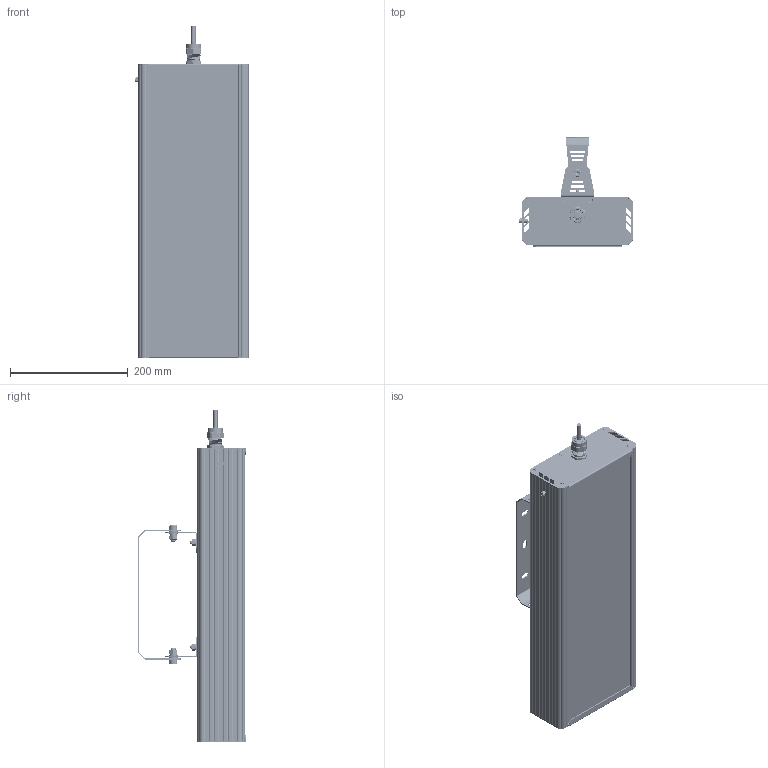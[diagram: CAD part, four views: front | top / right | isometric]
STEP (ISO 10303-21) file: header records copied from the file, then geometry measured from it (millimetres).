
FILE_DESCRIPTION(('STEP AP214'), '1');
FILE_NAME('001.0096.26.000 - ÃÑÏ-Ýêñòðà-Îïòèê-2Åõ-90', '', ('UNSPECIFIED'), ('UNSPECIFIED'), 'C3D Converter', 'C3D Toolkit', '');
FILE_SCHEMA(('AUTOMOTIVE_DESIGN { 1 0 10303 214 3 1 1}'));
Length unit declared in the file: millimetre
Products named in the file (44): 001.0096.26.000; #3066; #3125; #3184; #3243; #3328; #3387; #3446; #3505
Assembly tree (76 placements, depth 4):
  001.0096.26.000
    (unnamed)
      (unnamed)
      (unnamed)
      (unnamed)
      (unnamed)
      (unnamed)
      (unnamed)
      (unnamed)
      (unnamed)  x6
      (unnamed)  x6
      (unnamed)
      (unnamed)
      (unnamed)  x10
        (unnamed)
        (unnamed)
        (unnamed)
        (unnamed)
        (unnamed)
        (unnamed)
        (unnamed)
        (unnamed)
        (unnamed)
        (unnamed)
      (unnamed)
        (unnamed)
    (unnamed)
      (unnamed)
      (unnamed)
      (unnamed)  x2
      (unnamed)
      (unnamed)
      (unnamed)
      (unnamed)
      (unnamed)
      #3066
      #3125
      #3184
      #3243  x2
      #3328
      #3387
      #3446
      #3505
      (unnamed)
Bounding box: 192.43 x 184.65 x 564 mm (x, y, z)
Volume: 1719425.4 mm3; surface area: 1299058.4 mm2
Topology: 372 solids, 372 shells, 5193 faces, 11829 edges, 7870 vertices
Faces by surface type: plane 3686, cylinder 1232, bspline 171, cone 89, sphere 10, torus 5
Full cylindrical faces by diameter (mm): 1 x10, 2 x20, 2.5 x40, 2.8 x250, 3.2 x10, 3.5 x60, 4 x13, 4.917 x2, 5 x2, 6 x5, 6.6 x2, 6.647 x2, 7 x2, 8 x14, 8.5 x4, 9 x134, 10 x1, 11 x2, 12.5 x1, 13 x3, 15 x4, 16 x1, 17 x1, 18 x1, 18.5 x1, 19 x1, 20 x1, 21.5 x1, 22 x2, 25.5 x1
Entity records: 94167 total; most frequent: CARTESIAN_POINT 47027, DIRECTION 8898, ORIENTED_EDGE 7786, EDGE_CURVE 3893, AXIS2_PLACEMENT_3D 3168, VERTEX_POINT 2693, LINE 2562, VECTOR 2562
